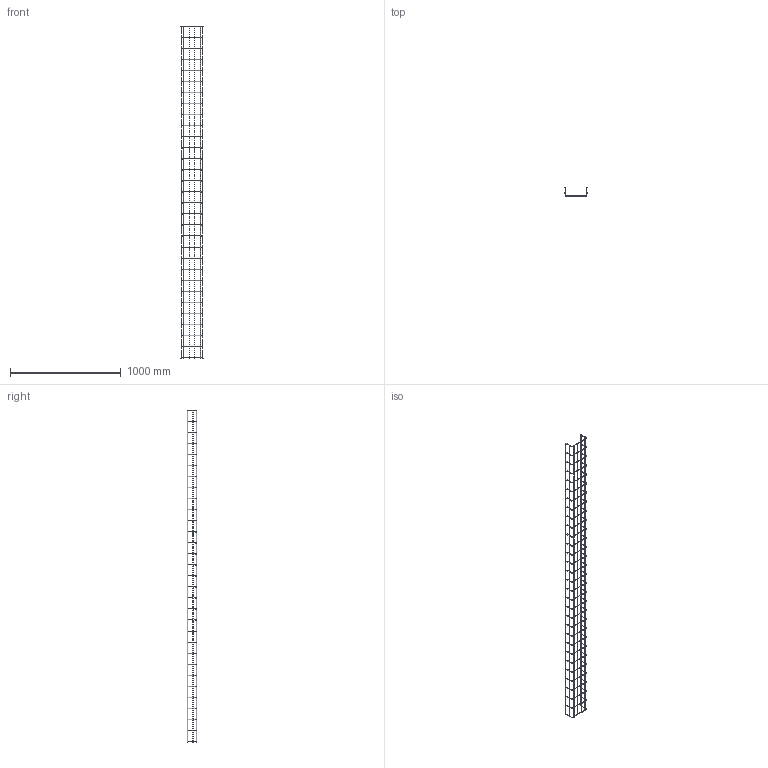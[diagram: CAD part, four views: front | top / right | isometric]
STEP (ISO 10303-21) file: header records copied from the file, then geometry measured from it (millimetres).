
FILE_DESCRIPTION (( 'STEP AP203' ), '1' );
FILE_NAME ('CLWG10-085-200-3 Ëîòîê ïðîâîëî÷íûé 85õ200 ÃÖ.STEP', '2016-02-17T14:08:48', ( '' ), ( '' ), 'SwSTEP 2.0', 'SolidWorks 2014', '' );
FILE_SCHEMA (( 'CONFIG_CONTROL_DESIGN' ));
Length unit declared in the file: millimetre
Products named in the file (1): CLWG10-085-200-3 Ëîòîê ïðîâîëî÷íûé 85õ200 ÃÖ
Bounding box: 199.92 x 84.98 x 3004 mm (x, y, z)
Volume: 434247.1 mm3; surface area: 434623.9 mm2
Topology: 1 solids, 1 shells, 241 faces, 894 edges, 607 vertices
Faces by surface type: cylinder 101, plane 78, torus 62
Full cylindrical faces by diameter (mm): 4 x101
Entity records: 12295 total; most frequent: CARTESIAN_POINT 6350, EDGE_LOOP 900, ORIENTED_EDGE 900, DIRECTION 888, FACE_BOUND 496, VERTEX_POINT 450, EDGE_CURVE 450, AXIS2_PLACEMENT_3D 444
